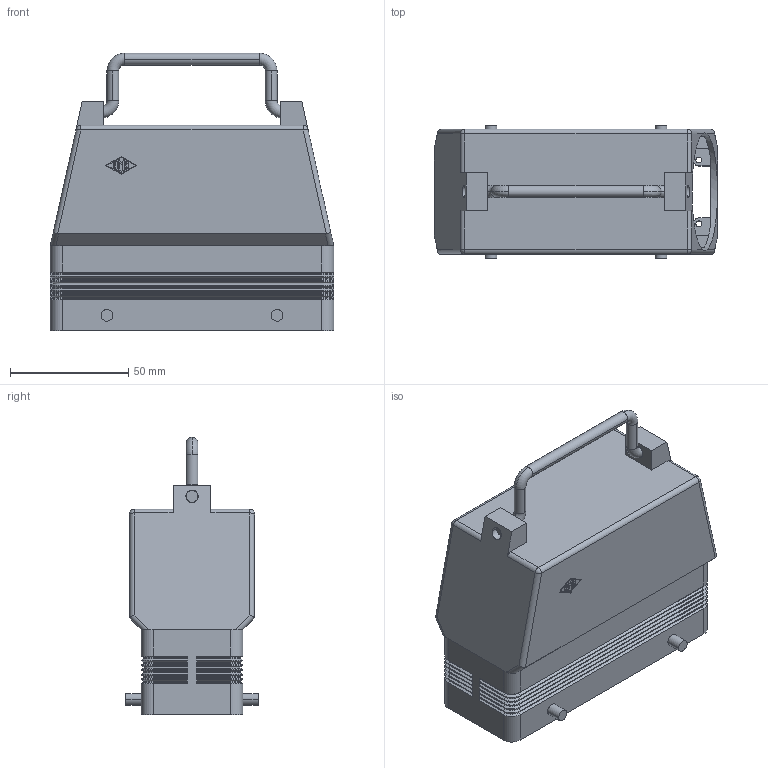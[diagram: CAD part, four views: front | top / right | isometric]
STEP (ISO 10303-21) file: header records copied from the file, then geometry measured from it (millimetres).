
FILE_DESCRIPTION(('Creo Elements/Direct Modeling STEP Export'),'2;1');
FILE_NAME('0ln7uvk4bp7lfbk1520','2017-07-18T15:21:58',(''),(''),'PTC Creo Elements/Direct Modeling STEP processor for AP214 (Solid Model)','PTC Creo Elements/Direct Modeling 19.0E 27-Jun-2016 (C) Parametric Technology GmbH','');
FILE_SCHEMA(('AUTOMOTIVE_DESIGN { 1 0 10303 214 1 1 1 1 }'));
Length unit declared in the file: millimetre
Products named in the file (1): MQOW_24.50
Bounding box: 120 x 56 x 117.5 mm (x, y, z)
Volume: 92779.7 mm3; surface area: 68081.5 mm2
Topology: 1 solids, 1 shells, 428 faces, 1046 edges, 623 vertices
Faces by surface type: plane 244, cylinder 124, cone 48, torus 8, sphere 4
Entity records: 15977 total; most frequent: CARTESIAN_POINT 2608, ORIENTED_EDGE 2084, DIRECTION 2043, EDGE_CURVE 1042, VECTOR 739, LINE 739, AXIS2_PLACEMENT_3D 652, VERTEX_POINT 623
